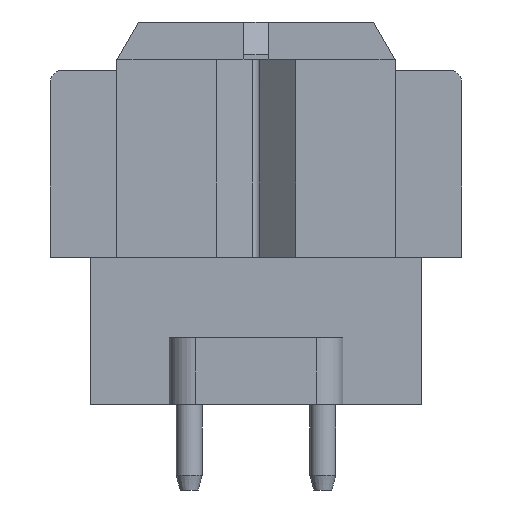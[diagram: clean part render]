
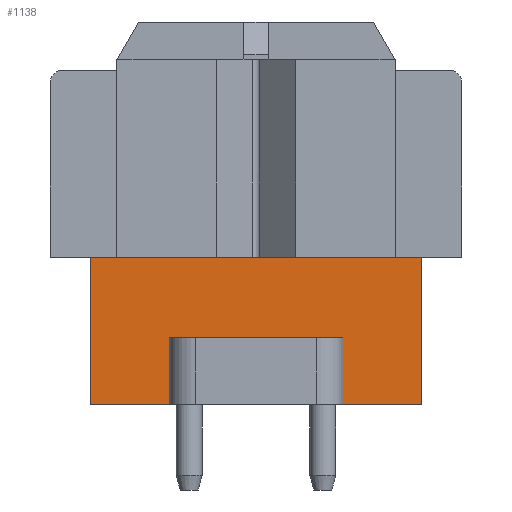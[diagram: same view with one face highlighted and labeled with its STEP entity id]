
A CAD part, left-side view. The second image highlights one B-rep face of the part: STEP entity #1138.
In plain terms, the highlighted planar face has unit normal (-1, 0, 0).
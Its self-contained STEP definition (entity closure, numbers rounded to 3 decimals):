
#1093=AXIS2_PLACEMENT_3D('Plane Axis2P3D',#1090,#1091,#1092) ;
#506=CARTESIAN_POINT('Vertex',(4.95,13.9,8.7)) ;
#509=CARTESIAN_POINT('Line Origine',(4.95,7.7,8.7)) ;
#513=CARTESIAN_POINT('Vertex',(4.95,1.5,8.7)) ;
#889=CARTESIAN_POINT('Line Origine',(4.95,1.5,5.95)) ;
#893=CARTESIAN_POINT('Vertex',(4.95,1.5,3.2)) ;
#1006=CARTESIAN_POINT('Vertex',(4.95,13.9,3.2)) ;
#1009=CARTESIAN_POINT('Line Origine',(4.95,13.9,5.95)) ;
#1090=CARTESIAN_POINT('Axis2P3D Location',(4.95,13.9,0.)) ;
#1095=CARTESIAN_POINT('Line Origine',(4.95,2.975,3.2)) ;
#1099=CARTESIAN_POINT('Vertex',(4.95,4.45,3.2)) ;
#1102=CARTESIAN_POINT('Line Origine',(4.95,12.425,3.2)) ;
#1106=CARTESIAN_POINT('Vertex',(4.95,10.95,3.2)) ;
#1109=CARTESIAN_POINT('Line Origine',(4.95,10.95,4.45)) ;
#1113=CARTESIAN_POINT('Vertex',(4.95,10.95,5.7)) ;
#1116=CARTESIAN_POINT('Line Origine',(4.95,7.7,5.7)) ;
#1120=CARTESIAN_POINT('Vertex',(4.95,4.45,5.7)) ;
#1123=CARTESIAN_POINT('Line Origine',(4.95,4.45,4.45)) ;
#510=DIRECTION('Vector Direction',(0.,-1.,0.)) ;
#890=DIRECTION('Vector Direction',(0.,0.,1.)) ;
#1010=DIRECTION('Vector Direction',(0.,0.,1.)) ;
#1091=DIRECTION('Axis2P3D Direction',(-1.,0.,0.)) ;
#1092=DIRECTION('Axis2P3D XDirection',(0.,-1.,0.)) ;
#1096=DIRECTION('Vector Direction',(0.,-1.,0.)) ;
#1103=DIRECTION('Vector Direction',(0.,-1.,0.)) ;
#1110=DIRECTION('Vector Direction',(0.,0.,1.)) ;
#1117=DIRECTION('Vector Direction',(0.,-1.,0.)) ;
#1124=DIRECTION('Vector Direction',(0.,0.,1.)) ;
#511=VECTOR('Line Direction',#510,1.) ;
#891=VECTOR('Line Direction',#890,1.) ;
#1011=VECTOR('Line Direction',#1010,1.) ;
#1097=VECTOR('Line Direction',#1096,1.) ;
#1104=VECTOR('Line Direction',#1103,1.) ;
#1111=VECTOR('Line Direction',#1110,1.) ;
#1118=VECTOR('Line Direction',#1117,1.) ;
#1125=VECTOR('Line Direction',#1124,1.) ;
#1129=ORIENTED_EDGE('',*,*,#1101,.T.) ;
#1130=ORIENTED_EDGE('',*,*,#895,.T.) ;
#1131=ORIENTED_EDGE('',*,*,#515,.F.) ;
#1132=ORIENTED_EDGE('',*,*,#1013,.F.) ;
#1133=ORIENTED_EDGE('',*,*,#1108,.T.) ;
#1134=ORIENTED_EDGE('',*,*,#1115,.T.) ;
#1135=ORIENTED_EDGE('',*,*,#1122,.F.) ;
#1136=ORIENTED_EDGE('',*,*,#1127,.F.) ;
#1138=ADVANCED_FACE('Hauptkoerper',(#1137),#1094,.T.) ;
#515=EDGE_CURVE('',#507,#514,#512,.T.) ;
#895=EDGE_CURVE('',#894,#514,#892,.T.) ;
#1013=EDGE_CURVE('',#1007,#507,#1012,.T.) ;
#1101=EDGE_CURVE('',#1100,#894,#1098,.T.) ;
#1108=EDGE_CURVE('',#1007,#1107,#1105,.T.) ;
#1115=EDGE_CURVE('',#1107,#1114,#1112,.T.) ;
#1122=EDGE_CURVE('',#1121,#1114,#1119,.F.) ;
#1127=EDGE_CURVE('',#1100,#1121,#1126,.T.) ;
#1128=EDGE_LOOP('',(#1129,#1130,#1131,#1132,#1133,#1134,#1135,#1136)) ;
#1137=FACE_OUTER_BOUND('',#1128,.T.) ;
#512=LINE('Line',#509,#511) ;
#892=LINE('Line',#889,#891) ;
#1012=LINE('Line',#1009,#1011) ;
#1098=LINE('Line',#1095,#1097) ;
#1105=LINE('Line',#1102,#1104) ;
#1112=LINE('Line',#1109,#1111) ;
#1119=LINE('Line',#1116,#1118) ;
#1126=LINE('Line',#1123,#1125) ;
#1094=PLANE('',#1093) ;
#507=VERTEX_POINT('',#506) ;
#514=VERTEX_POINT('',#513) ;
#894=VERTEX_POINT('',#893) ;
#1007=VERTEX_POINT('',#1006) ;
#1100=VERTEX_POINT('',#1099) ;
#1107=VERTEX_POINT('',#1106) ;
#1114=VERTEX_POINT('',#1113) ;
#1121=VERTEX_POINT('',#1120) ;
